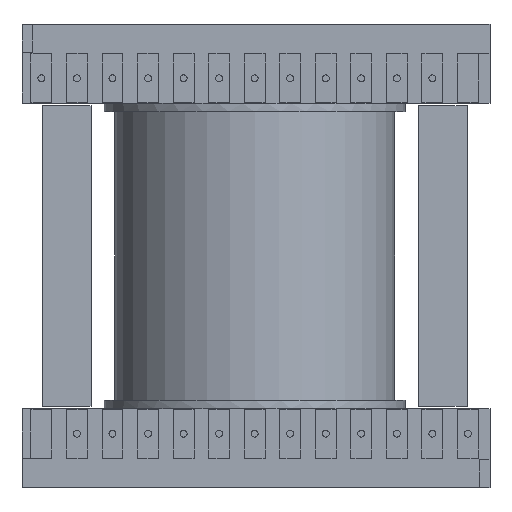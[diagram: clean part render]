
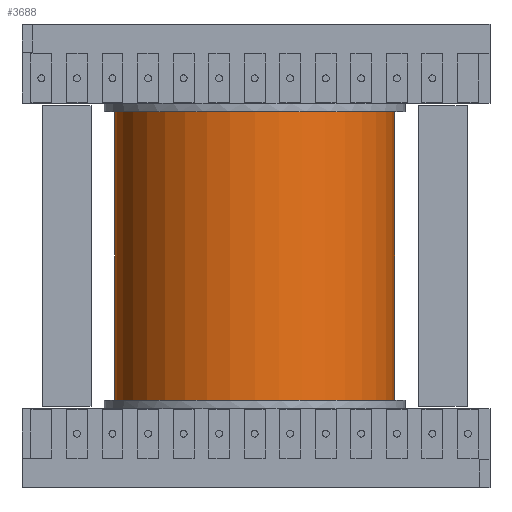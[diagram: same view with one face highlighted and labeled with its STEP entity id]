
A CAD part, front view. The second image highlights one B-rep face of the part: STEP entity #3688.
In plain terms, the highlighted cylindrical face has radius 20 mm (diameter 40 mm), a partial arc.
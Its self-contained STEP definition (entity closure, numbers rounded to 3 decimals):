
#21 = CARTESIAN_POINT ( 'NONE',  ( 0., 0., -20.6 ) ) ;
#808 = EDGE_CURVE ( 'NONE', #5107, #11024, #1843, .T. ) ;
#862 = DIRECTION ( 'NONE',  ( 0., 0., -1. ) ) ;
#991 = VERTEX_POINT ( 'NONE', #4941 ) ;
#1142 = EDGE_CURVE ( 'NONE', #991, #3209, #1674, .T. ) ;
#1367 = EDGE_CURVE ( 'NONE', #3209, #5107, #2159, .T. ) ;
#1488 = CARTESIAN_POINT ( 'NONE',  ( 20., 0., 77.169 ) ) ;
#1674 = CIRCLE ( 'NONE', #6392, 20. ) ;
#1843 = CIRCLE ( 'NONE', #2431, 20. ) ;
#2159 = LINE ( 'NONE', #10064, #7406 ) ;
#2235 = DIRECTION ( 'NONE',  ( 0., 0., -1. ) ) ;
#2431 = AXIS2_PLACEMENT_3D ( 'NONE', #21, #13065, #9992 ) ;
#2629 = ORIENTED_EDGE ( 'NONE', *, *, #808, .T. ) ;
#3209 = VERTEX_POINT ( 'NONE', #6946 ) ;
#3688 = ADVANCED_FACE ( 'NONE', ( #9663 ), #8381, .T. ) ;
#3776 = AXIS2_PLACEMENT_3D ( 'NONE', #7171, #7034, #6836 ) ;
#4072 = CARTESIAN_POINT ( 'NONE',  ( 0., 0., 20.6 ) ) ;
#4537 = EDGE_CURVE ( 'NONE', #991, #11024, #12573, .T. ) ;
#4941 = CARTESIAN_POINT ( 'NONE',  ( 20., 0., 20.6 ) ) ;
#5081 = DIRECTION ( 'NONE',  ( -1., 0., 0. ) ) ;
#5107 = VERTEX_POINT ( 'NONE', #12333 ) ;
#6392 = AXIS2_PLACEMENT_3D ( 'NONE', #4072, #2235, #5081 ) ;
#6836 = DIRECTION ( 'NONE',  ( -1., 0., 0. ) ) ;
#6946 = CARTESIAN_POINT ( 'NONE',  ( -20., 0., 20.6 ) ) ;
#7034 = DIRECTION ( 'NONE',  ( 0., 0., -1. ) ) ;
#7171 = CARTESIAN_POINT ( 'NONE',  ( 0., 0., 77.169 ) ) ;
#7406 = VECTOR ( 'NONE', #8995, 1000. ) ;
#8381 = CYLINDRICAL_SURFACE ( 'NONE', #3776, 20. ) ;
#8995 = DIRECTION ( 'NONE',  ( 0., 0., -1. ) ) ;
#9630 = ORIENTED_EDGE ( 'NONE', *, *, #1367, .T. ) ;
#9663 = FACE_OUTER_BOUND ( 'NONE', #10260, .T. ) ;
#9821 = VECTOR ( 'NONE', #862, 1000. ) ;
#9992 = DIRECTION ( 'NONE',  ( 1., 0., 0. ) ) ;
#10064 = CARTESIAN_POINT ( 'NONE',  ( -20., 0., 77.169 ) ) ;
#10260 = EDGE_LOOP ( 'NONE', ( #12136, #13136, #9630, #2629 ) ) ;
#11024 = VERTEX_POINT ( 'NONE', #13564 ) ;
#12136 = ORIENTED_EDGE ( 'NONE', *, *, #4537, .F. ) ;
#12333 = CARTESIAN_POINT ( 'NONE',  ( -20., 0., -20.6 ) ) ;
#12573 = LINE ( 'NONE', #1488, #9821 ) ;
#13065 = DIRECTION ( 'NONE',  ( 0., 0., 1. ) ) ;
#13136 = ORIENTED_EDGE ( 'NONE', *, *, #1142, .T. ) ;
#13564 = CARTESIAN_POINT ( 'NONE',  ( 20., 0., -20.6 ) ) ;
